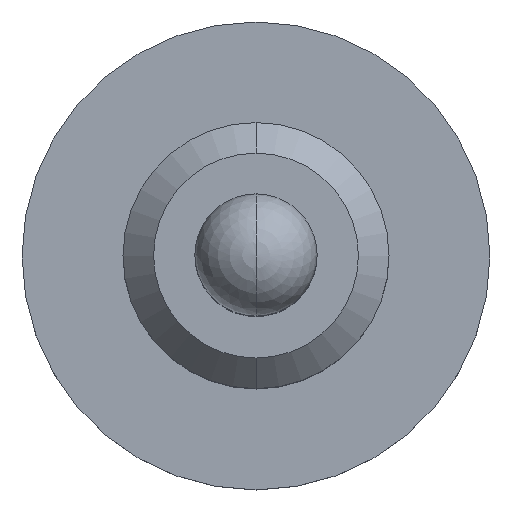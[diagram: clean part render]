
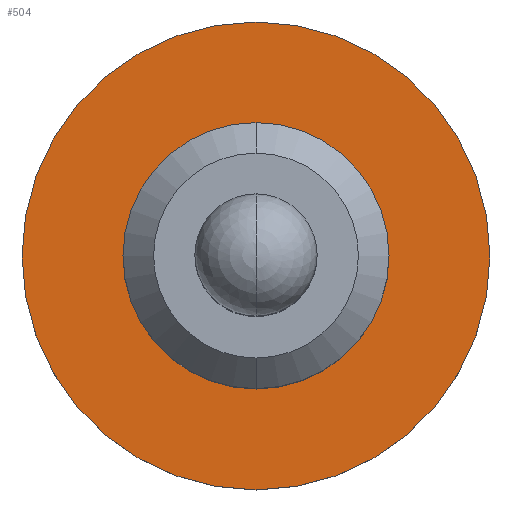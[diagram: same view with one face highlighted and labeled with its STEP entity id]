
A CAD part, top view. The second image highlights one B-rep face of the part: STEP entity #504.
In plain terms, the highlighted planar face has unit normal (0, 0, 1).
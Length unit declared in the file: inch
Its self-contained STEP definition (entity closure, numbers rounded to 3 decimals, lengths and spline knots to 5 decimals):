
#145=CARTESIAN_POINT('',(0.,0.,-0.0765));
#146=DIRECTION('',(0.,0.,-1.));
#147=DIRECTION('',(0.,-1.,0.));
#148=AXIS2_PLACEMENT_3D('',#145,#146,#147);
#153=CARTESIAN_POINT('',(0.,0.,-0.0765));
#154=DIRECTION('',(0.,0.,1.));
#155=DIRECTION('',(0.,-1.,0.));
#156=AXIS2_PLACEMENT_3D('',#153,#154,#155);
#161=CARTESIAN_POINT('',(0.,0.,-0.0765));
#162=DIRECTION('',(0.,0.,1.));
#163=DIRECTION('',(0.,-1.,0.));
#164=AXIS2_PLACEMENT_3D('',#161,#162,#163);
#183=CARTESIAN_POINT('',(0.,0.,-0.0765));
#184=DIRECTION('',(0.,0.,-1.));
#185=DIRECTION('',(0.,-1.,0.));
#186=AXIS2_PLACEMENT_3D('',#183,#184,#185);
#325=CARTESIAN_POINT('',(0.,-0.0435,-0.0765));
#326=VERTEX_POINT('',#325);
#327=CARTESIAN_POINT('',(0.,-0.0765,-0.0765));
#329=VERTEX_POINT('',#327);
#349=CARTESIAN_POINT('',(0.,0.0435,-0.0765));
#350=VERTEX_POINT('',#349);
#351=CARTESIAN_POINT('',(0.,0.0765,-0.0765));
#353=VERTEX_POINT('',#351);
#489=CARTESIAN_POINT('',(0.,0.,-0.0765));
#490=DIRECTION('',(0.,0.,1.));
#491=DIRECTION('',(0.,1.,0.));
#492=AXIS2_PLACEMENT_3D('',#489,#490,#491);
#493=PLANE('',#492);
#495=ORIENTED_EDGE('',*,*,#494,.F.);
#497=ORIENTED_EDGE('',*,*,#496,.T.);
#498=EDGE_LOOP('',(#495,#497));
#499=FACE_OUTER_BOUND('',#498,.F.);
#500=ORIENTED_EDGE('',*,*,#468,.F.);
#501=ORIENTED_EDGE('',*,*,#484,.T.);
#502=EDGE_LOOP('',(#500,#501));
#503=FACE_BOUND('',#502,.F.);
#149=CIRCLE('',#148,0.0435);
#157=CIRCLE('',#156,0.0435);
#165=CIRCLE('',#164,0.0765);
#187=CIRCLE('',#186,0.0765);
#468=EDGE_CURVE('',#326,#350,#149,.T.);
#484=EDGE_CURVE('',#326,#350,#157,.T.);
#494=EDGE_CURVE('',#329,#353,#165,.T.);
#496=EDGE_CURVE('',#329,#353,#187,.T.);
#504=ADVANCED_FACE('',(#499,#503),#493,.T.);
